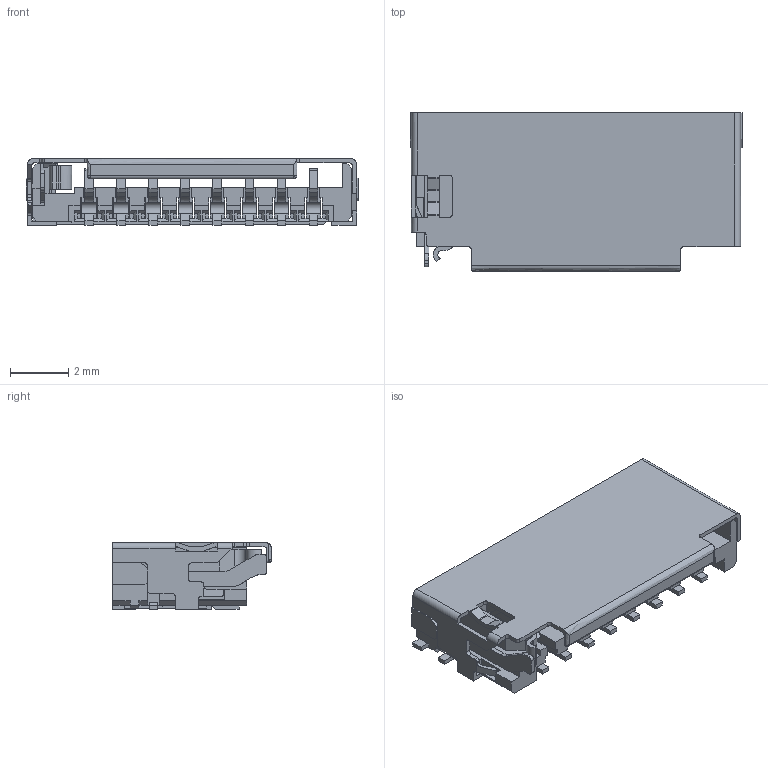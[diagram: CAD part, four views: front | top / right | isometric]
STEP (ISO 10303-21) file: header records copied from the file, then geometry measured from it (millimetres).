
FILE_DESCRIPTION(/* description */ (''),/* implementation_level */ '2;1');
FILE_NAME(/* name */ '3',/* time_stamp */ '2018-11-03T12:24:10+08:00',/* author */ (''),/* organization */ (''),/* preprocessor_version */ 'ST-DEVELOPER v15',/* originating_system */ '',/* authorisation */ '');
FILE_SCHEMA (('AUTOMOTIVE_DESIGN_CC2'));
Length unit declared in the file: millimetre
Products named in the file (1): Document
Bounding box: 11.4 x 5.45 x 2.3 mm (x, y, z)
Surface area: 443.9 mm2 (no closed solid volume)
Topology: 0 solids, 32 shells, 692 faces, 2459 edges, 1724 vertices
Faces by surface type: plane 572, bspline 120
Entity records: 23503 total; most frequent: CARTESIAN_POINT 8797, ORIENTED_EDGE 4162, EDGE_CURVE 2455, B_SPLINE_CURVE_WITH_KNOTS 2180, VERTEX_POINT 1724, EDGE_LOOP 700, ADVANCED_FACE 692, FACE_OUTER_BOUND 692
